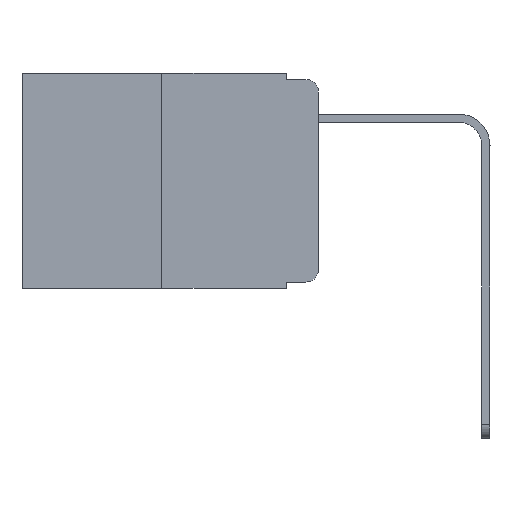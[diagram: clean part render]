
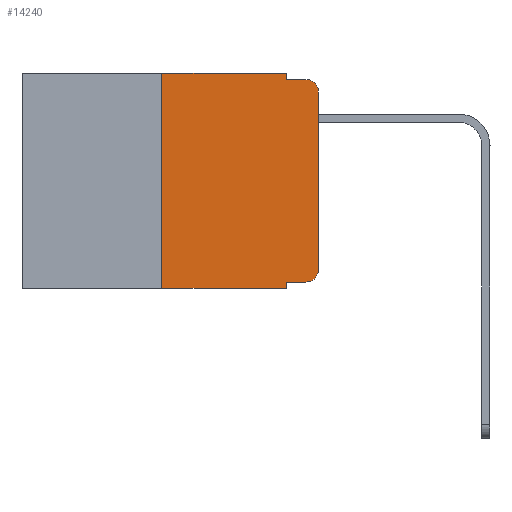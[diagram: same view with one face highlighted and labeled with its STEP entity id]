
A CAD part, left-side view. The second image highlights one B-rep face of the part: STEP entity #14240.
In plain terms, the highlighted planar face has unit normal (-1, 0, 0).
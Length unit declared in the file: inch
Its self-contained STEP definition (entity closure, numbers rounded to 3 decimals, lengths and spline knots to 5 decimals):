
#49 = CARTESIAN_POINT ( 'NONE',  ( 0., 0., -0.03 ) ) ;
#665 = LINE ( 'NONE', #2610, #21288 ) ;
#1441 = CARTESIAN_POINT ( 'NONE',  ( 0., 0.051, 0. ) ) ;
#1945 = CARTESIAN_POINT ( 'NONE',  ( 0., 0.25, 0. ) ) ;
#2217 = LINE ( 'NONE', #17411, #10053 ) ;
#2292 = CARTESIAN_POINT ( 'NONE',  ( 0., 0.02, -0.313 ) ) ;
#2602 = VECTOR ( 'NONE', #14552, 39.37008 ) ;
#2610 = CARTESIAN_POINT ( 'NONE',  ( 0., 0.25, 0. ) ) ;
#2698 = EDGE_CURVE ( 'NONE', #3945, #14475, #6353, .T. ) ;
#2932 = LINE ( 'NONE', #5885, #16013 ) ;
#3295 = VERTEX_POINT ( 'NONE', #49 ) ;
#3646 = CARTESIAN_POINT ( 'NONE',  ( 0., 0., 0. ) ) ;
#3945 = VERTEX_POINT ( 'NONE', #7064 ) ;
#4025 = DIRECTION ( 'NONE',  ( 0., 0., -1. ) ) ;
#5545 = LINE ( 'NONE', #3646, #2602 ) ;
#5593 = DIRECTION ( 'NONE',  ( 1., 0., 0. ) ) ;
#5653 = ORIENTED_EDGE ( 'NONE', *, *, #14364, .T. ) ;
#5656 = EDGE_LOOP ( 'NONE', ( #6349, #6373, #14462, #17343, #8626, #6655, #15428, #11128, #21581, #5653 ) ) ;
#5789 = CIRCLE ( 'NONE', #11162, 0.02 ) ;
#5865 = AXIS2_PLACEMENT_3D ( 'NONE', #2292, #7767, #9692 ) ;
#5885 = CARTESIAN_POINT ( 'NONE',  ( 0., 0.473, -0.343 ) ) ;
#5996 = DIRECTION ( 'NONE',  ( 0., -1., 0. ) ) ;
#6053 = DIRECTION ( 'NONE',  ( 0., 0., 1. ) ) ;
#6141 = DIRECTION ( 'NONE',  ( 0., 0., -1. ) ) ;
#6216 = VECTOR ( 'NONE', #16458, 39.37008 ) ;
#6349 = ORIENTED_EDGE ( 'NONE', *, *, #23851, .T. ) ;
#6353 = LINE ( 'NONE', #18748, #22045 ) ;
#6373 = ORIENTED_EDGE ( 'NONE', *, *, #17020, .T. ) ;
#6620 = EDGE_CURVE ( 'NONE', #8397, #23379, #2217, .T. ) ;
#6655 = ORIENTED_EDGE ( 'NONE', *, *, #9775, .F. ) ;
#7064 = CARTESIAN_POINT ( 'NONE',  ( 0., 0.051, -0.333 ) ) ;
#7287 = LINE ( 'NONE', #22608, #19191 ) ;
#7536 = CARTESIAN_POINT ( 'NONE',  ( 0., 0.473, 0. ) ) ;
#7767 = DIRECTION ( 'NONE',  ( -1., 0., 0. ) ) ;
#8165 = CARTESIAN_POINT ( 'NONE',  ( 0., 0.051, -0.343 ) ) ;
#8311 = CARTESIAN_POINT ( 'NONE',  ( 0., 0.02, -0.03 ) ) ;
#8397 = VERTEX_POINT ( 'NONE', #1945 ) ;
#8492 = CARTESIAN_POINT ( 'NONE',  ( 0., 0.02, -0.333 ) ) ;
#8626 = ORIENTED_EDGE ( 'NONE', *, *, #6620, .F. ) ;
#8902 = EDGE_CURVE ( 'NONE', #23379, #9550, #16381, .T. ) ;
#9550 = VERTEX_POINT ( 'NONE', #24096 ) ;
#9692 = DIRECTION ( 'NONE',  ( 0., 0., -1. ) ) ;
#9775 = EDGE_CURVE ( 'NONE', #15383, #8397, #665, .T. ) ;
#10053 = VECTOR ( 'NONE', #15636, 39.37008 ) ;
#10428 = EDGE_CURVE ( 'NONE', #15383, #14475, #2932, .T. ) ;
#11128 = ORIENTED_EDGE ( 'NONE', *, *, #2698, .F. ) ;
#11162 = AXIS2_PLACEMENT_3D ( 'NONE', #8311, #22873, #6141 ) ;
#11300 = DIRECTION ( 'NONE',  ( 0., -1., 0. ) ) ;
#11353 = DIRECTION ( 'NONE',  ( 0., -1., 0. ) ) ;
#11425 = FACE_OUTER_BOUND ( 'NONE', #5656, .T. ) ;
#13381 = CARTESIAN_POINT ( 'NONE',  ( 0., 0.02, -0.01 ) ) ;
#14240 = ADVANCED_FACE ( 'NONE', ( #11425 ), #22241, .F. ) ;
#14364 = EDGE_CURVE ( 'NONE', #23158, #18626, #21315, .T. ) ;
#14462 = ORIENTED_EDGE ( 'NONE', *, *, #18230, .F. ) ;
#14475 = VERTEX_POINT ( 'NONE', #8165 ) ;
#14552 = DIRECTION ( 'NONE',  ( 0., 0., 1. ) ) ;
#14846 = DIRECTION ( 'NONE',  ( 0., 0., -1. ) ) ;
#15035 = VERTEX_POINT ( 'NONE', #13381 ) ;
#15073 = CARTESIAN_POINT ( 'NONE',  ( 0., 0., -0.313 ) ) ;
#15357 = VECTOR ( 'NONE', #5996, 39.37008 ) ;
#15383 = VERTEX_POINT ( 'NONE', #22035 ) ;
#15428 = ORIENTED_EDGE ( 'NONE', *, *, #10428, .T. ) ;
#15636 = DIRECTION ( 'NONE',  ( 0., -1., 0. ) ) ;
#16013 = VECTOR ( 'NONE', #11300, 39.37008 ) ;
#16271 = AXIS2_PLACEMENT_3D ( 'NONE', #7536, #5593, #14846 ) ;
#16381 = LINE ( 'NONE', #1441, #6216 ) ;
#16458 = DIRECTION ( 'NONE',  ( 0., 0., -1. ) ) ;
#16667 = CARTESIAN_POINT ( 'NONE',  ( 0., 0.051, 0. ) ) ;
#17020 = EDGE_CURVE ( 'NONE', #3295, #15035, #5789, .T. ) ;
#17343 = ORIENTED_EDGE ( 'NONE', *, *, #8902, .F. ) ;
#17411 = CARTESIAN_POINT ( 'NONE',  ( 0., 0.473, 0. ) ) ;
#18230 = EDGE_CURVE ( 'NONE', #9550, #15035, #20588, .T. ) ;
#18626 = VERTEX_POINT ( 'NONE', #15073 ) ;
#18748 = CARTESIAN_POINT ( 'NONE',  ( 0., 0.051, 0. ) ) ;
#19191 = VECTOR ( 'NONE', #11353, 39.37008 ) ;
#20588 = LINE ( 'NONE', #20935, #15357 ) ;
#20935 = CARTESIAN_POINT ( 'NONE',  ( 0., 0.051, -0.01 ) ) ;
#21288 = VECTOR ( 'NONE', #6053, 39.37008 ) ;
#21315 = CIRCLE ( 'NONE', #5865, 0.02 ) ;
#21581 = ORIENTED_EDGE ( 'NONE', *, *, #23990, .T. ) ;
#22035 = CARTESIAN_POINT ( 'NONE',  ( 0., 0.25, -0.343 ) ) ;
#22045 = VECTOR ( 'NONE', #4025, 39.37008 ) ;
#22241 = PLANE ( 'NONE',  #16271 ) ;
#22608 = CARTESIAN_POINT ( 'NONE',  ( 0., 0.051, -0.333 ) ) ;
#22873 = DIRECTION ( 'NONE',  ( -1., 0., 0. ) ) ;
#23158 = VERTEX_POINT ( 'NONE', #8492 ) ;
#23379 = VERTEX_POINT ( 'NONE', #16667 ) ;
#23851 = EDGE_CURVE ( 'NONE', #18626, #3295, #5545, .T. ) ;
#23990 = EDGE_CURVE ( 'NONE', #3945, #23158, #7287, .T. ) ;
#24096 = CARTESIAN_POINT ( 'NONE',  ( 0., 0.051, -0.01 ) ) ;
